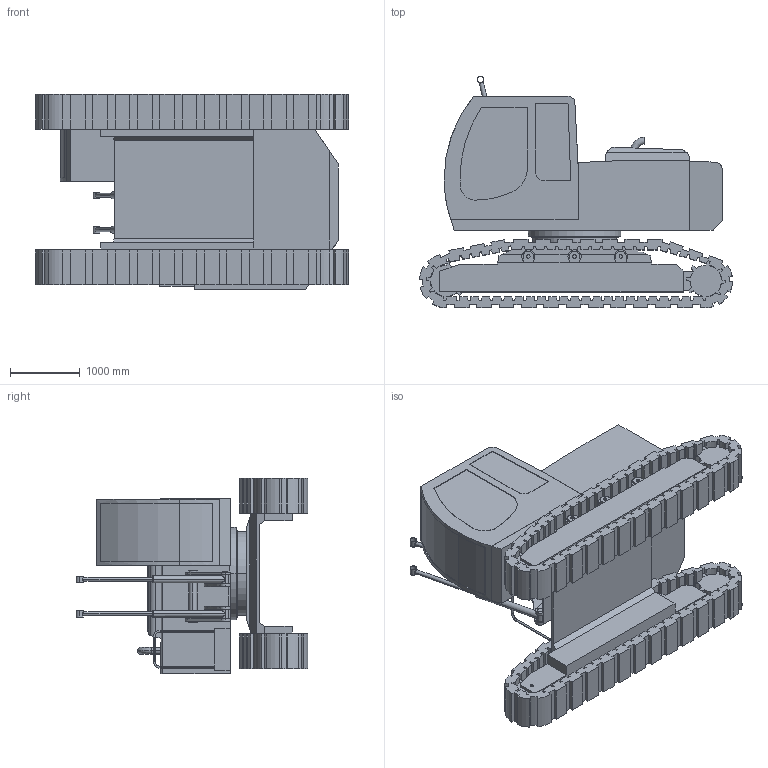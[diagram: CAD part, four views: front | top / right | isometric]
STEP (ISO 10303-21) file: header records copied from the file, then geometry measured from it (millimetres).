
FILE_DESCRIPTION(/* description */ (''),/* implementation_level */ '2;1');
FILE_NAME(/* name */ 'excavator_yellow5',/* time_stamp */ '2025-11-21T06:30:08+08:00',/* author */ (''),/* organization */ (''),/* preprocessor_version */ 'ST-DEVELOPER v19.2',/* originating_system */ 'Rhino 8.10',/* authorisation */ '');
FILE_SCHEMA (('CONFIG_CONTROL_DESIGN'));
Length unit declared in the file: millimetre
Products named in the file (1): Document
Bounding box: 4499.72 x 3329.86 x 2804.5 mm (x, y, z)
Volume: 12263163577.6 mm3; surface area: 95102130.9 mm2
Topology: 6 solids, 6 shells, 1327 faces, 3899 edges, 2596 vertices
Faces by surface type: plane 1007, cylinder 314, bspline 6
Entity records: 43953 total; most frequent: CARTESIAN_POINT 13459, ORIENTED_EDGE 7798, EDGE_CURVE 3899, B_SPLINE_CURVE_WITH_KNOTS 3179, DIRECTION 2707, VERTEX_POINT 2596, AXIS2_PLACEMENT_3D 2014, EDGE_LOOP 1435
